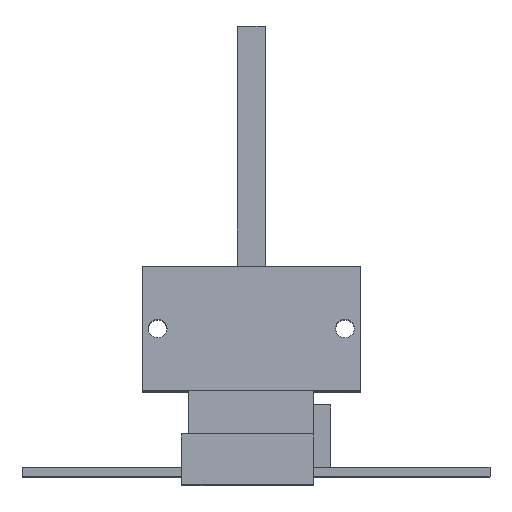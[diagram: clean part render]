
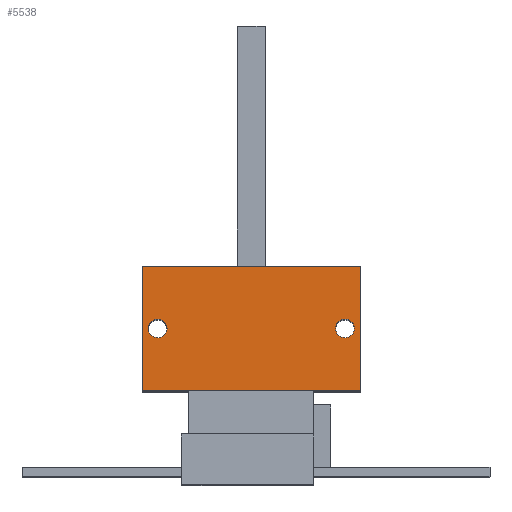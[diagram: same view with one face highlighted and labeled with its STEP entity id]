
A CAD part, top view. The second image highlights one B-rep face of the part: STEP entity #5538.
In plain terms, the highlighted face is planar.
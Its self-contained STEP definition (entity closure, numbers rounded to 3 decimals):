
#18 = VERTEX_POINT ( 'NONE', #1781 ) ;
#33 = CARTESIAN_POINT ( 'NONE',  ( -30., 0., 3. ) ) ;
#79 = AXIS2_PLACEMENT_3D ( 'NONE', #142, #5315, #1180 ) ;
#94 = DIRECTION ( 'NONE',  ( 0., 1., 0. ) ) ;
#132 = EDGE_CURVE ( 'NONE', #18, #4795, #2207, .T. ) ;
#142 = CARTESIAN_POINT ( 'NONE',  ( 0., 0., 3. ) ) ;
#152 = CIRCLE ( 'NONE', #1760, 3. ) ;
#178 = CARTESIAN_POINT ( 'NONE',  ( 35., -20., 3. ) ) ;
#248 = ORIENTED_EDGE ( 'NONE', *, *, #5230, .T. ) ;
#403 = VERTEX_POINT ( 'NONE', #804 ) ;
#404 = EDGE_LOOP ( 'NONE', ( #5745, #928, #248, #1141 ) ) ;
#450 = LINE ( 'NONE', #3930, #5873 ) ;
#535 = ORIENTED_EDGE ( 'NONE', *, *, #4409, .F. ) ;
#543 = EDGE_CURVE ( 'NONE', #403, #6485, #6048, .T. ) ;
#613 = DIRECTION ( 'NONE',  ( 1., 0., 0. ) ) ;
#678 = LINE ( 'NONE', #2108, #5301 ) ;
#804 = CARTESIAN_POINT ( 'NONE',  ( 35., 20., 3. ) ) ;
#850 = CARTESIAN_POINT ( 'NONE',  ( 27., 0., 3. ) ) ;
#857 = CARTESIAN_POINT ( 'NONE',  ( -27., 0., 3. ) ) ;
#879 = DIRECTION ( 'NONE',  ( 0., -1., 0. ) ) ;
#928 = ORIENTED_EDGE ( 'NONE', *, *, #543, .T. ) ;
#1065 = CARTESIAN_POINT ( 'NONE',  ( 33., 0., 3. ) ) ;
#1141 = ORIENTED_EDGE ( 'NONE', *, *, #2920, .T. ) ;
#1156 = VECTOR ( 'NONE', #2582, 1000. ) ;
#1180 = DIRECTION ( 'NONE',  ( 1., 0., 0. ) ) ;
#1241 = CIRCLE ( 'NONE', #6120, 3. ) ;
#1436 = ORIENTED_EDGE ( 'NONE', *, *, #132, .F. ) ;
#1552 = CARTESIAN_POINT ( 'NONE',  ( -35., 20., 3. ) ) ;
#1642 = ORIENTED_EDGE ( 'NONE', *, *, #6345, .F. ) ;
#1760 = AXIS2_PLACEMENT_3D ( 'NONE', #4240, #6381, #613 ) ;
#1781 = CARTESIAN_POINT ( 'NONE',  ( -33., 0., 3. ) ) ;
#1939 = CARTESIAN_POINT ( 'NONE',  ( 30., 0., 3. ) ) ;
#1981 = EDGE_CURVE ( 'NONE', #6134, #403, #678, .T. ) ;
#2092 = VERTEX_POINT ( 'NONE', #1065 ) ;
#2103 = CIRCLE ( 'NONE', #3266, 3. ) ;
#2108 = CARTESIAN_POINT ( 'NONE',  ( 35., 20., 3. ) ) ;
#2171 = ORIENTED_EDGE ( 'NONE', *, *, #4171, .F. ) ;
#2207 = CIRCLE ( 'NONE', #6354, 3. ) ;
#2582 = DIRECTION ( 'NONE',  ( 1., 0., 0. ) ) ;
#2704 = LINE ( 'NONE', #3663, #1156 ) ;
#2916 = EDGE_LOOP ( 'NONE', ( #535, #1436 ) ) ;
#2920 = EDGE_CURVE ( 'NONE', #4250, #6134, #2704, .T. ) ;
#3135 = DIRECTION ( 'NONE',  ( 0., 0., 1. ) ) ;
#3266 = AXIS2_PLACEMENT_3D ( 'NONE', #4026, #5606, #3590 ) ;
#3438 = CARTESIAN_POINT ( 'NONE',  ( -35., 20., 3. ) ) ;
#3513 = CARTESIAN_POINT ( 'NONE',  ( -35., -20., 3. ) ) ;
#3590 = DIRECTION ( 'NONE',  ( 1., 0., 0. ) ) ;
#3663 = CARTESIAN_POINT ( 'NONE',  ( -35., -20., 3. ) ) ;
#3787 = FACE_BOUND ( 'NONE', #4765, .T. ) ;
#3930 = CARTESIAN_POINT ( 'NONE',  ( -35., 20., 3. ) ) ;
#4026 = CARTESIAN_POINT ( 'NONE',  ( 30., 0., 3. ) ) ;
#4171 = EDGE_CURVE ( 'NONE', #5650, #2092, #2103, .T. ) ;
#4240 = CARTESIAN_POINT ( 'NONE',  ( -30., 0., 3. ) ) ;
#4250 = VERTEX_POINT ( 'NONE', #3513 ) ;
#4409 = EDGE_CURVE ( 'NONE', #4795, #18, #152, .T. ) ;
#4765 = EDGE_LOOP ( 'NONE', ( #1642, #2171 ) ) ;
#4795 = VERTEX_POINT ( 'NONE', #857 ) ;
#4831 = FACE_OUTER_BOUND ( 'NONE', #404, .T. ) ;
#5005 = VECTOR ( 'NONE', #6046, 1000. ) ;
#5220 = DIRECTION ( 'NONE',  ( 1., 0., 0. ) ) ;
#5230 = EDGE_CURVE ( 'NONE', #6485, #4250, #450, .T. ) ;
#5301 = VECTOR ( 'NONE', #94, 1000. ) ;
#5315 = DIRECTION ( 'NONE',  ( 0., 0., 1. ) ) ;
#5538 = ADVANCED_FACE ( 'NONE', ( #6526, #3787, #4831 ), #6330, .T. ) ;
#5606 = DIRECTION ( 'NONE',  ( 0., 0., 1. ) ) ;
#5650 = VERTEX_POINT ( 'NONE', #850 ) ;
#5745 = ORIENTED_EDGE ( 'NONE', *, *, #1981, .T. ) ;
#5873 = VECTOR ( 'NONE', #879, 1000. ) ;
#6032 = DIRECTION ( 'NONE',  ( 0., 0., 1. ) ) ;
#6046 = DIRECTION ( 'NONE',  ( -1., 0., 0. ) ) ;
#6048 = LINE ( 'NONE', #3438, #5005 ) ;
#6120 = AXIS2_PLACEMENT_3D ( 'NONE', #1939, #6032, #6532 ) ;
#6134 = VERTEX_POINT ( 'NONE', #178 ) ;
#6330 = PLANE ( 'NONE',  #79 ) ;
#6345 = EDGE_CURVE ( 'NONE', #2092, #5650, #1241, .T. ) ;
#6354 = AXIS2_PLACEMENT_3D ( 'NONE', #33, #3135, #5220 ) ;
#6381 = DIRECTION ( 'NONE',  ( 0., 0., 1. ) ) ;
#6485 = VERTEX_POINT ( 'NONE', #1552 ) ;
#6526 = FACE_BOUND ( 'NONE', #2916, .T. ) ;
#6532 = DIRECTION ( 'NONE',  ( 1., 0., 0. ) ) ;
